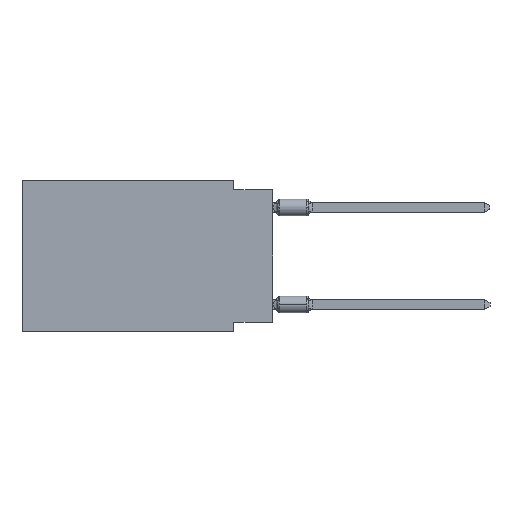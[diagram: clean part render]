
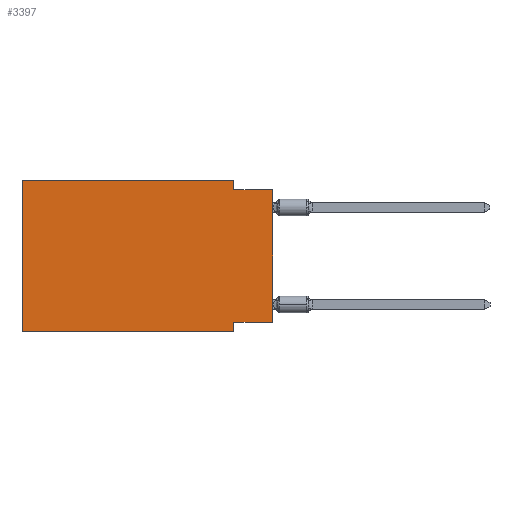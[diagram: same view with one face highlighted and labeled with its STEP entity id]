
A CAD part, left-side view. The second image highlights one B-rep face of the part: STEP entity #3397.
In plain terms, the highlighted planar face has unit normal (-1, 0, 0).
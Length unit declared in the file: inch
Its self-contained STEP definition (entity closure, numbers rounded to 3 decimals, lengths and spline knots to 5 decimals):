
#90 = CARTESIAN_POINT ( 'NONE',  ( 0., 0.645, 0. ) ) ;
#813 = CARTESIAN_POINT ( 'NONE',  ( 0., 0.645, 0. ) ) ;
#831 = CARTESIAN_POINT ( 'NONE',  ( 0., 0., 0. ) ) ;
#902 = LINE ( 'NONE', #831, #13493 ) ;
#1018 = EDGE_CURVE ( 'NONE', #6003, #9401, #3277, .T. ) ;
#1244 = CARTESIAN_POINT ( 'NONE',  ( 0., 0.645, -0.39 ) ) ;
#1323 = CARTESIAN_POINT ( 'NONE',  ( 0., 0., -0.025 ) ) ;
#1381 = ORIENTED_EDGE ( 'NONE', *, *, #2770, .T. ) ;
#1847 = LINE ( 'NONE', #13197, #6192 ) ;
#1948 = VERTEX_POINT ( 'NONE', #6737 ) ;
#2017 = CARTESIAN_POINT ( 'NONE',  ( 0., 0.1, 0. ) ) ;
#2327 = VECTOR ( 'NONE', #3187, 39.37008 ) ;
#2734 = DIRECTION ( 'NONE',  ( 1., 0., 0. ) ) ;
#2770 = EDGE_CURVE ( 'NONE', #1948, #11410, #13244, .T. ) ;
#3053 = VECTOR ( 'NONE', #5617, 39.37008 ) ;
#3187 = DIRECTION ( 'NONE',  ( 0., -1., 0. ) ) ;
#3277 = LINE ( 'NONE', #90, #8077 ) ;
#3397 = ADVANCED_FACE ( 'NONE', ( #7305 ), #8528, .F. ) ;
#3597 = EDGE_CURVE ( 'NONE', #9973, #11905, #902, .T. ) ;
#4208 = DIRECTION ( 'NONE',  ( 0., 0., -1. ) ) ;
#4241 = CARTESIAN_POINT ( 'NONE',  ( 0., 0.1, -0.39 ) ) ;
#4506 = ORIENTED_EDGE ( 'NONE', *, *, #5511, .F. ) ;
#4798 = CARTESIAN_POINT ( 'NONE',  ( 0., 0., -0.025 ) ) ;
#5511 = EDGE_CURVE ( 'NONE', #8939, #11410, #14341, .T. ) ;
#5513 = VECTOR ( 'NONE', #4208, 39.37008 ) ;
#5569 = CARTESIAN_POINT ( 'NONE',  ( 0., 0.1, -0.39 ) ) ;
#5617 = DIRECTION ( 'NONE',  ( 0., 0., -1. ) ) ;
#5683 = DIRECTION ( 'NONE',  ( 0., -1., 0. ) ) ;
#5814 = LINE ( 'NONE', #4798, #11100 ) ;
#5932 = EDGE_CURVE ( 'NONE', #9973, #8939, #8482, .T. ) ;
#6003 = VERTEX_POINT ( 'NONE', #813 ) ;
#6099 = ORIENTED_EDGE ( 'NONE', *, *, #3597, .T. ) ;
#6192 = VECTOR ( 'NONE', #6278, 39.37008 ) ;
#6278 = DIRECTION ( 'NONE',  ( 0., 0., 1. ) ) ;
#6346 = CARTESIAN_POINT ( 'NONE',  ( 0., 0.1, 0. ) ) ;
#6737 = CARTESIAN_POINT ( 'NONE',  ( 0., 0.645, -0.39 ) ) ;
#7183 = ORIENTED_EDGE ( 'NONE', *, *, #12643, .F. ) ;
#7305 = FACE_OUTER_BOUND ( 'NONE', #12739, .T. ) ;
#7416 = AXIS2_PLACEMENT_3D ( 'NONE', #9565, #2734, #12914 ) ;
#7858 = ORIENTED_EDGE ( 'NONE', *, *, #1018, .F. ) ;
#8077 = VECTOR ( 'NONE', #5683, 39.37008 ) ;
#8153 = VERTEX_POINT ( 'NONE', #11455 ) ;
#8163 = VECTOR ( 'NONE', #8345, 39.37008 ) ;
#8345 = DIRECTION ( 'NONE',  ( 0., 1., 0. ) ) ;
#8482 = LINE ( 'NONE', #10547, #8163 ) ;
#8528 = PLANE ( 'NONE',  #7416 ) ;
#8939 = VERTEX_POINT ( 'NONE', #12623 ) ;
#9215 = DIRECTION ( 'NONE',  ( 0., -1., 0. ) ) ;
#9401 = VERTEX_POINT ( 'NONE', #6346 ) ;
#9565 = CARTESIAN_POINT ( 'NONE',  ( 0., 0.645, 0. ) ) ;
#9888 = CARTESIAN_POINT ( 'NONE',  ( 0., 0., -0.365 ) ) ;
#9936 = LINE ( 'NONE', #2017, #5513 ) ;
#9973 = VERTEX_POINT ( 'NONE', #9888 ) ;
#10547 = CARTESIAN_POINT ( 'NONE',  ( 0., 0., -0.365 ) ) ;
#10589 = EDGE_CURVE ( 'NONE', #1948, #6003, #1847, .T. ) ;
#11100 = VECTOR ( 'NONE', #9215, 39.37008 ) ;
#11410 = VERTEX_POINT ( 'NONE', #5569 ) ;
#11455 = CARTESIAN_POINT ( 'NONE',  ( 0., 0.1, -0.025 ) ) ;
#11856 = DIRECTION ( 'NONE',  ( 0., 0., 1. ) ) ;
#11905 = VERTEX_POINT ( 'NONE', #1323 ) ;
#12623 = CARTESIAN_POINT ( 'NONE',  ( 0., 0.1, -0.365 ) ) ;
#12643 = EDGE_CURVE ( 'NONE', #9401, #8153, #9936, .T. ) ;
#12739 = EDGE_LOOP ( 'NONE', ( #6099, #13022, #7183, #7858, #13207, #1381, #4506, #13268 ) ) ;
#12914 = DIRECTION ( 'NONE',  ( 0., 0., -1. ) ) ;
#13022 = ORIENTED_EDGE ( 'NONE', *, *, #13484, .F. ) ;
#13197 = CARTESIAN_POINT ( 'NONE',  ( 0., 0.645, 0. ) ) ;
#13207 = ORIENTED_EDGE ( 'NONE', *, *, #10589, .F. ) ;
#13244 = LINE ( 'NONE', #1244, #2327 ) ;
#13268 = ORIENTED_EDGE ( 'NONE', *, *, #5932, .F. ) ;
#13484 = EDGE_CURVE ( 'NONE', #8153, #11905, #5814, .T. ) ;
#13493 = VECTOR ( 'NONE', #11856, 39.37008 ) ;
#14341 = LINE ( 'NONE', #4241, #3053 ) ;
